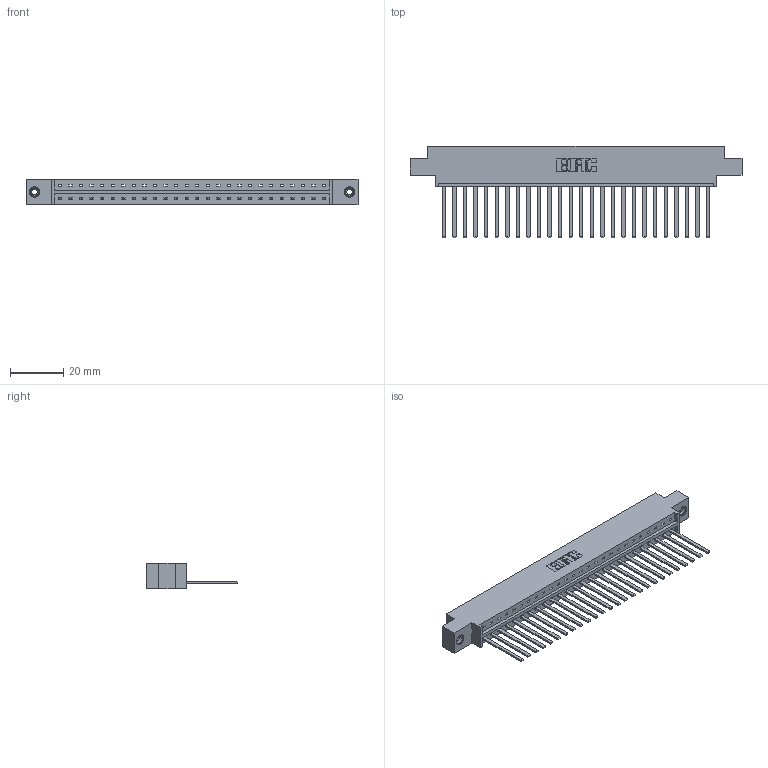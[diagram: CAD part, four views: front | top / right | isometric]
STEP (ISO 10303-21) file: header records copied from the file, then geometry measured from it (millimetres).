
FILE_DESCRIPTION (( 'STEP AP203' ), '1' );
FILE_NAME ('833-026-544-608.STEP', '2020-06-02T05:13:14', ( '' ), ( '' ), 'SwSTEP 2.0', 'SolidWorks 2020', '' );
FILE_SCHEMA (( 'CONFIG_CONTROL_DESIGN' ));
Length unit declared in the file: inch
Products named in the file (4): 833-026-544-608; 345-292-001_345-293-144; 345-250-001_345-250-003-102; 833 Part_Offset - .156 Dia - TI
Assembly tree (29 placements, depth 2):
  833-026-544-608
    833 Part_Offset - .156 Dia - TI
    345-292-001_345-293-144  x26
    345-250-001_345-250-003-102  x2
Bounding box: 124.56 x 34.3 x 9.4 mm (x, y, z)
Volume: 12463.6 mm3; surface area: 14583.7 mm2
Topology: 29 solids, 29 shells, 1530 faces, 4567 edges, 3002 vertices
Faces by surface type: plane 1094, cylinder 420, cone 12, torus 4
Entity records: 19098 total; most frequent: CARTESIAN_POINT 3279, ORIENTED_EDGE 3234, DIRECTION 2827, EDGE_CURVE 1617, VECTOR 1473, LINE 1473, VERTEX_POINT 1072, AXIS2_PLACEMENT_3D 677
